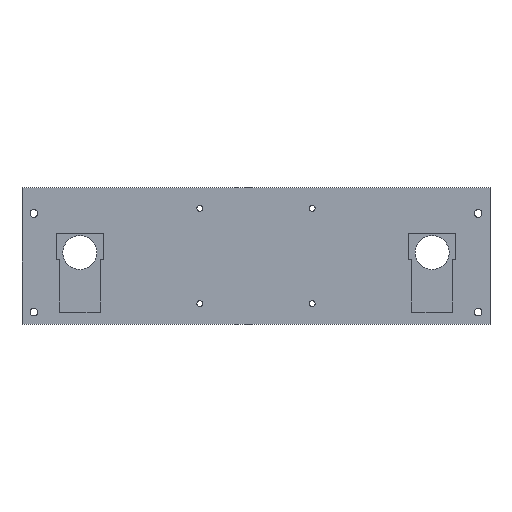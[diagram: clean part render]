
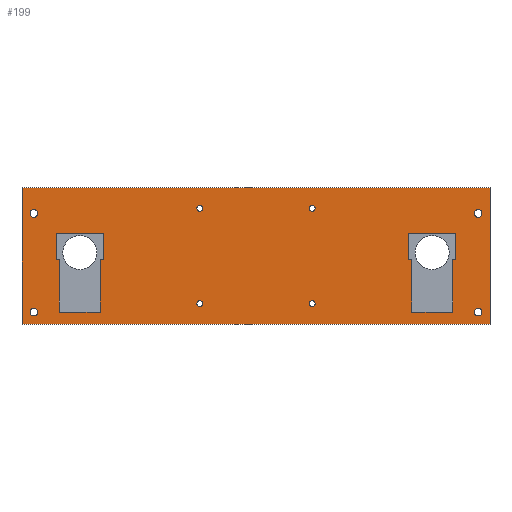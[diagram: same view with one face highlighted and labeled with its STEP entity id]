
A CAD part, top view. The second image highlights one B-rep face of the part: STEP entity #199.
In plain terms, the highlighted planar face has unit normal (0, 0, 1).
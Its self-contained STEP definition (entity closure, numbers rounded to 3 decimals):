
#54=PLANE('',#686);
#78=LINE('',#905,#138);
#79=LINE('',#908,#139);
#80=LINE('',#910,#140);
#81=LINE('',#912,#141);
#82=LINE('',#914,#142);
#83=LINE('',#916,#143);
#84=LINE('',#918,#144);
#85=LINE('',#920,#145);
#86=LINE('',#921,#146);
#87=LINE('',#924,#147);
#88=LINE('',#926,#148);
#89=LINE('',#928,#149);
#90=LINE('',#930,#150);
#91=LINE('',#932,#151);
#92=LINE('',#934,#152);
#93=LINE('',#936,#153);
#94=LINE('',#953,#154);
#95=LINE('',#956,#155);
#96=LINE('',#958,#156);
#97=LINE('',#960,#157);
#138=VECTOR('',#737,1.);
#139=VECTOR('',#738,1.);
#140=VECTOR('',#739,1.);
#141=VECTOR('',#740,1.);
#142=VECTOR('',#741,1.);
#143=VECTOR('',#742,1.);
#144=VECTOR('',#743,1.);
#145=VECTOR('',#744,1.);
#146=VECTOR('',#745,1.);
#147=VECTOR('',#746,1.);
#148=VECTOR('',#747,1.);
#149=VECTOR('',#748,1.);
#150=VECTOR('',#749,1.);
#151=VECTOR('',#750,1.);
#152=VECTOR('',#751,1.);
#153=VECTOR('',#752,1.);
#154=VECTOR('',#769,1.);
#155=VECTOR('',#770,1.);
#156=VECTOR('',#771,1.);
#157=VECTOR('',#772,1.);
#199=ADVANCED_FACE('',(#244,#245,#246,#247,#248,#249,#250,#251,#252,#253,
#254),#54,.T.);
#244=FACE_BOUND('',#290,.T.);
#245=FACE_BOUND('',#291,.T.);
#246=FACE_BOUND('',#292,.T.);
#247=FACE_BOUND('',#293,.T.);
#248=FACE_BOUND('',#294,.T.);
#249=FACE_BOUND('',#295,.T.);
#250=FACE_BOUND('',#296,.T.);
#251=FACE_BOUND('',#297,.T.);
#252=FACE_BOUND('',#298,.T.);
#253=FACE_BOUND('',#299,.T.);
#254=FACE_BOUND('',#300,.T.);
#290=EDGE_LOOP('',(#356,#357,#358,#359,#360,#361,#362,#363));
#291=EDGE_LOOP('',(#364,#365,#366,#367,#368,#369,#370,#371));
#292=EDGE_LOOP('',(#372));
#293=EDGE_LOOP('',(#373));
#294=EDGE_LOOP('',(#374));
#295=EDGE_LOOP('',(#375));
#296=EDGE_LOOP('',(#376));
#297=EDGE_LOOP('',(#377));
#298=EDGE_LOOP('',(#378));
#299=EDGE_LOOP('',(#379));
#300=EDGE_LOOP('',(#380,#381,#382,#383));
#356=ORIENTED_EDGE('',*,*,#576,.F.);
#357=ORIENTED_EDGE('',*,*,#577,.F.);
#358=ORIENTED_EDGE('',*,*,#578,.F.);
#359=ORIENTED_EDGE('',*,*,#579,.T.);
#360=ORIENTED_EDGE('',*,*,#580,.T.);
#361=ORIENTED_EDGE('',*,*,#581,.T.);
#362=ORIENTED_EDGE('',*,*,#582,.T.);
#363=ORIENTED_EDGE('',*,*,#583,.T.);
#364=ORIENTED_EDGE('',*,*,#584,.F.);
#365=ORIENTED_EDGE('',*,*,#585,.F.);
#366=ORIENTED_EDGE('',*,*,#586,.F.);
#367=ORIENTED_EDGE('',*,*,#587,.F.);
#368=ORIENTED_EDGE('',*,*,#588,.F.);
#369=ORIENTED_EDGE('',*,*,#589,.T.);
#370=ORIENTED_EDGE('',*,*,#590,.T.);
#371=ORIENTED_EDGE('',*,*,#591,.T.);
#372=ORIENTED_EDGE('',*,*,#592,.T.);
#373=ORIENTED_EDGE('',*,*,#593,.T.);
#374=ORIENTED_EDGE('',*,*,#594,.T.);
#375=ORIENTED_EDGE('',*,*,#595,.T.);
#376=ORIENTED_EDGE('',*,*,#596,.T.);
#377=ORIENTED_EDGE('',*,*,#597,.T.);
#378=ORIENTED_EDGE('',*,*,#598,.F.);
#379=ORIENTED_EDGE('',*,*,#599,.F.);
#380=ORIENTED_EDGE('',*,*,#600,.T.);
#381=ORIENTED_EDGE('',*,*,#601,.T.);
#382=ORIENTED_EDGE('',*,*,#602,.T.);
#383=ORIENTED_EDGE('',*,*,#603,.T.);
#516=VERTEX_POINT('',#906);
#517=VERTEX_POINT('',#907);
#518=VERTEX_POINT('',#909);
#519=VERTEX_POINT('',#911);
#520=VERTEX_POINT('',#913);
#521=VERTEX_POINT('',#915);
#522=VERTEX_POINT('',#917);
#523=VERTEX_POINT('',#919);
#524=VERTEX_POINT('',#922);
#525=VERTEX_POINT('',#923);
#526=VERTEX_POINT('',#925);
#527=VERTEX_POINT('',#927);
#528=VERTEX_POINT('',#929);
#529=VERTEX_POINT('',#931);
#530=VERTEX_POINT('',#933);
#531=VERTEX_POINT('',#935);
#532=VERTEX_POINT('',#938);
#533=VERTEX_POINT('',#940);
#534=VERTEX_POINT('',#942);
#535=VERTEX_POINT('',#944);
#536=VERTEX_POINT('',#946);
#537=VERTEX_POINT('',#948);
#538=VERTEX_POINT('',#950);
#539=VERTEX_POINT('',#952);
#540=VERTEX_POINT('',#954);
#541=VERTEX_POINT('',#955);
#542=VERTEX_POINT('',#957);
#543=VERTEX_POINT('',#959);
#576=EDGE_CURVE('',#516,#517,#78,.T.);
#577=EDGE_CURVE('',#518,#516,#79,.T.);
#578=EDGE_CURVE('',#519,#518,#80,.T.);
#579=EDGE_CURVE('',#519,#520,#81,.T.);
#580=EDGE_CURVE('',#520,#521,#82,.T.);
#581=EDGE_CURVE('',#521,#522,#83,.T.);
#582=EDGE_CURVE('',#522,#523,#84,.T.);
#583=EDGE_CURVE('',#523,#517,#85,.T.);
#584=EDGE_CURVE('',#524,#525,#86,.T.);
#585=EDGE_CURVE('',#526,#524,#87,.T.);
#586=EDGE_CURVE('',#527,#526,#88,.T.);
#587=EDGE_CURVE('',#528,#527,#89,.T.);
#588=EDGE_CURVE('',#529,#528,#90,.T.);
#589=EDGE_CURVE('',#529,#530,#91,.T.);
#590=EDGE_CURVE('',#530,#531,#92,.T.);
#591=EDGE_CURVE('',#531,#525,#93,.T.);
#592=EDGE_CURVE('',#532,#532,#656,.T.);
#593=EDGE_CURVE('',#533,#533,#657,.T.);
#594=EDGE_CURVE('',#534,#534,#658,.T.);
#595=EDGE_CURVE('',#535,#535,#659,.T.);
#596=EDGE_CURVE('',#536,#536,#660,.T.);
#597=EDGE_CURVE('',#537,#537,#661,.T.);
#598=EDGE_CURVE('',#538,#538,#662,.T.);
#599=EDGE_CURVE('',#539,#539,#663,.T.);
#600=EDGE_CURVE('',#540,#541,#94,.T.);
#601=EDGE_CURVE('',#541,#542,#95,.T.);
#602=EDGE_CURVE('',#542,#543,#96,.T.);
#603=EDGE_CURVE('',#543,#540,#97,.T.);
#656=CIRCLE('',#678,1.75);
#657=CIRCLE('',#679,1.75);
#658=CIRCLE('',#680,1.75);
#659=CIRCLE('',#681,1.75);
#660=CIRCLE('',#682,2.25);
#661=CIRCLE('',#683,2.25);
#662=CIRCLE('',#684,2.25);
#663=CIRCLE('',#685,2.25);
#678=AXIS2_PLACEMENT_3D('',#937,#753,#754);
#679=AXIS2_PLACEMENT_3D('',#939,#755,#756);
#680=AXIS2_PLACEMENT_3D('',#941,#757,#758);
#681=AXIS2_PLACEMENT_3D('',#943,#759,#760);
#682=AXIS2_PLACEMENT_3D('',#945,#761,#762);
#683=AXIS2_PLACEMENT_3D('',#947,#763,#764);
#684=AXIS2_PLACEMENT_3D('',#949,#765,#766);
#685=AXIS2_PLACEMENT_3D('',#951,#767,#768);
#686=AXIS2_PLACEMENT_3D('',#961,#773,#774);
#737=DIRECTION('',(0.,1.,0.));
#738=DIRECTION('',(1.,0.,0.));
#739=DIRECTION('',(0.,-1.,0.));
#740=DIRECTION('',(-1.,0.,0.));
#741=DIRECTION('',(0.,1.,0.));
#742=DIRECTION('',(1.,0.,0.));
#743=DIRECTION('',(0.,-1.,0.));
#744=DIRECTION('',(-1.,0.,0.));
#745=DIRECTION('',(1.,0.,0.));
#746=DIRECTION('',(0.,-1.,0.));
#747=DIRECTION('',(-1.,0.,0.));
#748=DIRECTION('',(0.,1.,0.));
#749=DIRECTION('',(1.,0.,0.));
#750=DIRECTION('',(0.,-1.,0.));
#751=DIRECTION('',(-1.,0.,0.));
#752=DIRECTION('',(0.,1.,0.));
#753=DIRECTION('',(0.,0.,-1.));
#754=DIRECTION('',(-1.,0.,0.));
#755=DIRECTION('',(0.,0.,-1.));
#756=DIRECTION('',(-1.,0.,0.));
#757=DIRECTION('',(0.,0.,-1.));
#758=DIRECTION('',(-1.,0.,0.));
#759=DIRECTION('',(0.,0.,-1.));
#760=DIRECTION('',(-1.,0.,0.));
#761=DIRECTION('',(0.,0.,-1.));
#762=DIRECTION('',(-1.,0.,0.));
#763=DIRECTION('',(0.,0.,-1.));
#764=DIRECTION('',(-1.,0.,0.));
#765=DIRECTION('',(0.,0.,1.));
#766=DIRECTION('',(1.,0.,0.));
#767=DIRECTION('',(0.,0.,1.));
#768=DIRECTION('',(1.,0.,0.));
#769=DIRECTION('',(-1.,0.,0.));
#770=DIRECTION('',(0.,-1.,0.));
#771=DIRECTION('',(1.,0.,0.));
#772=DIRECTION('',(0.,1.,0.));
#773=DIRECTION('',(0.,0.,1.));
#774=DIRECTION('',(1.,0.,0.));
#905=CARTESIAN_POINT('',(253.,27.,89.));
#906=CARTESIAN_POINT('',(253.,27.,89.));
#907=CARTESIAN_POINT('',(253.,58.,89.));
#908=CARTESIAN_POINT('',(229.,27.,89.));
#909=CARTESIAN_POINT('',(229.,27.,89.));
#910=CARTESIAN_POINT('',(229.,60.,89.));
#911=CARTESIAN_POINT('',(229.,58.,89.));
#912=CARTESIAN_POINT('',(255.,58.,89.));
#913=CARTESIAN_POINT('',(227.,58.,89.));
#914=CARTESIAN_POINT('',(227.,58.,89.));
#915=CARTESIAN_POINT('',(227.,73.,89.));
#916=CARTESIAN_POINT('',(227.,73.,89.));
#917=CARTESIAN_POINT('',(255.,73.,89.));
#918=CARTESIAN_POINT('',(255.,73.,89.));
#919=CARTESIAN_POINT('',(255.,58.,89.));
#920=CARTESIAN_POINT('',(255.,58.,89.));
#921=CARTESIAN_POINT('',(20.,58.,89.));
#922=CARTESIAN_POINT('',(20.,58.,89.));
#923=CARTESIAN_POINT('',(22.,58.,89.));
#924=CARTESIAN_POINT('',(20.,73.,89.));
#925=CARTESIAN_POINT('',(20.,73.,89.));
#926=CARTESIAN_POINT('',(48.,73.,89.));
#927=CARTESIAN_POINT('',(48.,73.,89.));
#928=CARTESIAN_POINT('',(48.,58.,89.));
#929=CARTESIAN_POINT('',(48.,58.,89.));
#930=CARTESIAN_POINT('',(20.,58.,89.));
#931=CARTESIAN_POINT('',(46.,58.,89.));
#932=CARTESIAN_POINT('',(46.,60.,89.));
#933=CARTESIAN_POINT('',(46.,27.,89.));
#934=CARTESIAN_POINT('',(46.,27.,89.));
#935=CARTESIAN_POINT('',(22.,27.,89.));
#936=CARTESIAN_POINT('',(22.,27.,89.));
#937=CARTESIAN_POINT('',(170.5,88.,89.));
#938=CARTESIAN_POINT('',(168.75,88.,89.));
#939=CARTESIAN_POINT('',(170.5,32.,89.));
#940=CARTESIAN_POINT('',(168.75,32.,89.));
#941=CARTESIAN_POINT('',(104.5,88.,89.));
#942=CARTESIAN_POINT('',(102.75,88.,89.));
#943=CARTESIAN_POINT('',(104.5,32.,89.));
#944=CARTESIAN_POINT('',(102.75,32.,89.));
#945=CARTESIAN_POINT('',(268.,85.,89.));
#946=CARTESIAN_POINT('',(265.75,85.,89.));
#947=CARTESIAN_POINT('',(7.,85.,89.));
#948=CARTESIAN_POINT('',(4.75,85.,89.));
#949=CARTESIAN_POINT('',(268.,27.,89.));
#950=CARTESIAN_POINT('',(270.25,27.,89.));
#951=CARTESIAN_POINT('',(7.,27.,89.));
#952=CARTESIAN_POINT('',(9.25,27.,89.));
#953=CARTESIAN_POINT('',(275.,100.,89.));
#954=CARTESIAN_POINT('',(275.,100.,89.));
#955=CARTESIAN_POINT('',(0.,100.,89.));
#956=CARTESIAN_POINT('',(0.,100.,89.));
#957=CARTESIAN_POINT('',(0.,20.,89.));
#958=CARTESIAN_POINT('',(0.,20.,89.));
#959=CARTESIAN_POINT('',(275.,20.,89.));
#960=CARTESIAN_POINT('',(275.,20.,89.));
#961=CARTESIAN_POINT('',(0.,0.,89.));
